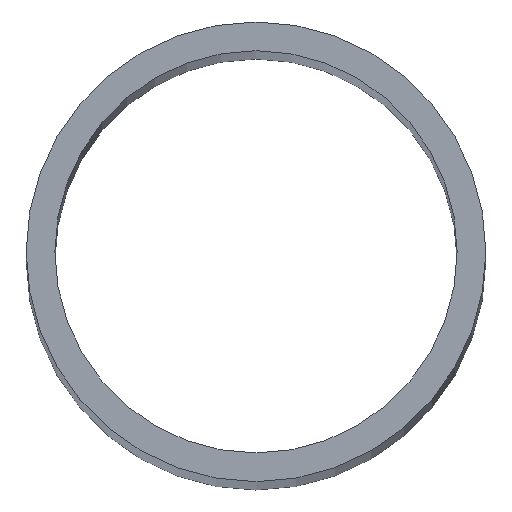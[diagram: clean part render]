
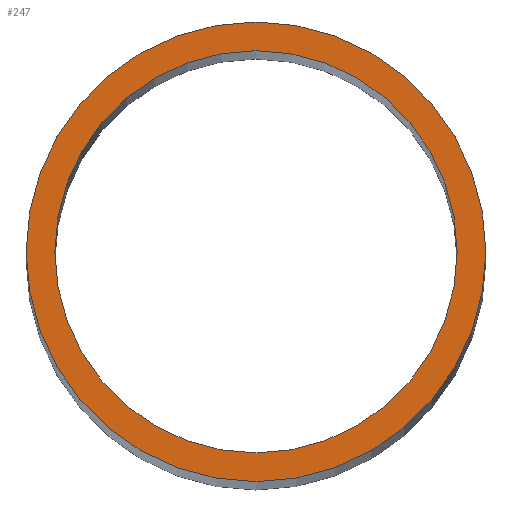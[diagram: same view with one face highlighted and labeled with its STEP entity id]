
A CAD part, top view. The second image highlights one B-rep face of the part: STEP entity #247.
In plain terms, the highlighted planar face has unit normal (0, 0, 1).
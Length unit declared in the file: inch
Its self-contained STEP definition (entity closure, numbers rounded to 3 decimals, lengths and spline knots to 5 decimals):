
#7 = EDGE_CURVE ( 'NONE', #27, #245, #46, .T. ) ;
#9 = ORIENTED_EDGE ( 'NONE', *, *, #53, .F. ) ;
#12 = EDGE_CURVE ( 'NONE', #29, #190, #63, .T. ) ;
#26 = ORIENTED_EDGE ( 'NONE', *, *, #7, .F. ) ;
#27 = VERTEX_POINT ( 'NONE', #110 ) ;
#29 = VERTEX_POINT ( 'NONE', #111 ) ;
#46 = CIRCLE ( 'NONE', #47, 0.0315 ) ;
#47 = AXIS2_PLACEMENT_3D ( 'NONE', #48, #49, #50 ) ;
#48 = CARTESIAN_POINT ( 'NONE',  ( 0., 0., 0.75 ) ) ;
#49 = DIRECTION ( 'NONE',  ( 0., 0., 1. ) ) ;
#50 = DIRECTION ( 'NONE',  ( 1., 0., 0. ) ) ;
#52 = ORIENTED_EDGE ( 'NONE', *, *, #12, .T. ) ;
#53 = EDGE_CURVE ( 'NONE', #245, #27, #128, .T. ) ;
#62 = CARTESIAN_POINT ( 'NONE',  ( 0.036, 0., 0.75 ) ) ;
#63 = CIRCLE ( 'NONE', #64, 0.036 ) ;
#64 = AXIS2_PLACEMENT_3D ( 'NONE', #65, #66, #67 ) ;
#65 = CARTESIAN_POINT ( 'NONE',  ( 0., 0., 0.75 ) ) ;
#66 = DIRECTION ( 'NONE',  ( 0., 0., 1. ) ) ;
#67 = DIRECTION ( 'NONE',  ( 1., 0., 0. ) ) ;
#77 = CARTESIAN_POINT ( 'NONE',  ( 0.0315, 0., 0.75 ) ) ;
#84 = FACE_OUTER_BOUND ( 'NONE', #189, .T. ) ;
#85 = FACE_BOUND ( 'NONE', #158, .T. ) ;
#86 = PLANE ( 'NONE',  #87 ) ;
#87 = AXIS2_PLACEMENT_3D ( 'NONE', #88, #89, #91 ) ;
#88 = CARTESIAN_POINT ( 'NONE',  ( 0., 0., 0.75 ) ) ;
#89 = DIRECTION ( 'NONE',  ( 0., 0., 1. ) ) ;
#91 = DIRECTION ( 'NONE',  ( 1., 0., 0. ) ) ;
#104 = CIRCLE ( 'NONE', #105, 0.036 ) ;
#105 = AXIS2_PLACEMENT_3D ( 'NONE', #106, #107, #108 ) ;
#106 = CARTESIAN_POINT ( 'NONE',  ( 0., 0., 0.75 ) ) ;
#107 = DIRECTION ( 'NONE',  ( 0., 0., 1. ) ) ;
#108 = DIRECTION ( 'NONE',  ( 1., 0., 0. ) ) ;
#110 = CARTESIAN_POINT ( 'NONE',  ( -0.0315, 0., 0.75 ) ) ;
#111 = CARTESIAN_POINT ( 'NONE',  ( -0.036, 0., 0.75 ) ) ;
#128 = CIRCLE ( 'NONE', #129, 0.0315 ) ;
#129 = AXIS2_PLACEMENT_3D ( 'NONE', #130, #131, #132 ) ;
#130 = CARTESIAN_POINT ( 'NONE',  ( 0., 0., 0.75 ) ) ;
#131 = DIRECTION ( 'NONE',  ( 0., 0., 1. ) ) ;
#132 = DIRECTION ( 'NONE',  ( 1., 0., 0. ) ) ;
#158 = EDGE_LOOP ( 'NONE', ( #26, #9 ) ) ;
#189 = EDGE_LOOP ( 'NONE', ( #52, #246 ) ) ;
#190 = VERTEX_POINT ( 'NONE', #62 ) ;
#245 = VERTEX_POINT ( 'NONE', #77 ) ;
#246 = ORIENTED_EDGE ( 'NONE', *, *, #251, .T. ) ;
#247 = ADVANCED_FACE ( 'NONE', ( #84, #85 ), #86, .T. ) ;
#251 = EDGE_CURVE ( 'NONE', #190, #29, #104, .T. ) ;
